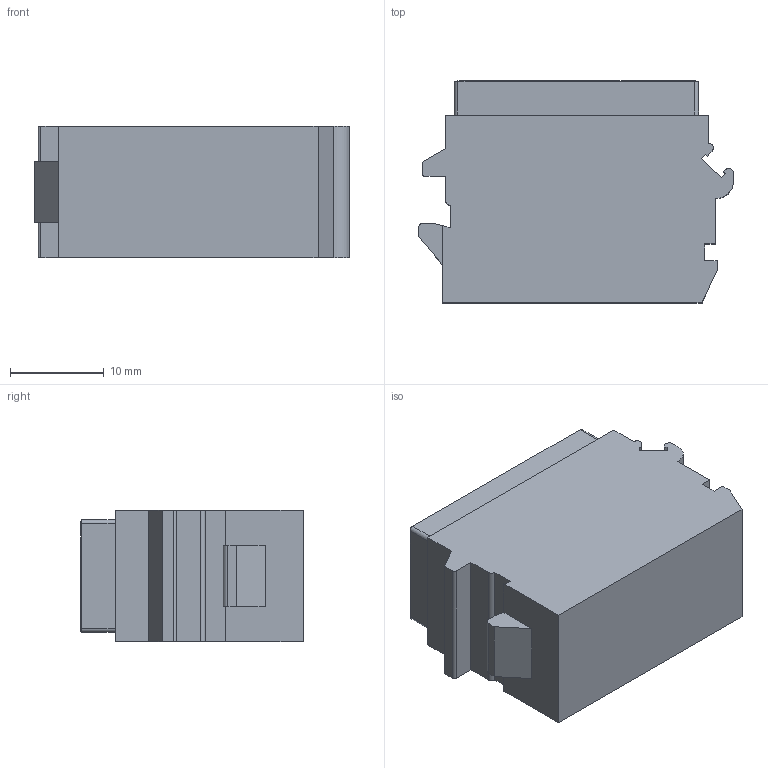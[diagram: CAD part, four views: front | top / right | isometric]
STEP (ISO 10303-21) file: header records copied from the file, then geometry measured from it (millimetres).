
FILE_DESCRIPTION((''),'2;1');
FILE_NAME('00177750304','2020-09-01T',('presta_be4'),(''),'CREO PARAMETRIC BY PTC INC, 2018360','CREO PARAMETRIC BY PTC INC, 2018360','');
FILE_SCHEMA(('CONFIG_CONTROL_DESIGN'));
Products named in the file (1): 00177750304
Bounding box: 33.52 x 23.65 x 14 mm (x, y, z)
Volume: 6875.8 mm3; surface area: 10718.6 mm2
Topology: 15 solids, 15 shells, 2913 faces, 7684 edges, 4866 vertices
Faces by surface type: plane 1313, cylinder 582, torus 510, cone 492, bspline 16
Entity records: 100859 total; most frequent: CARTESIAN_POINT 27848, DIRECTION 15673, ORIENTED_EDGE 15304, EDGE_CURVE 7652, AXIS2_PLACEMENT_3D 6069, VERTEX_POINT 4866, VECTOR 3535, LINE 3535
